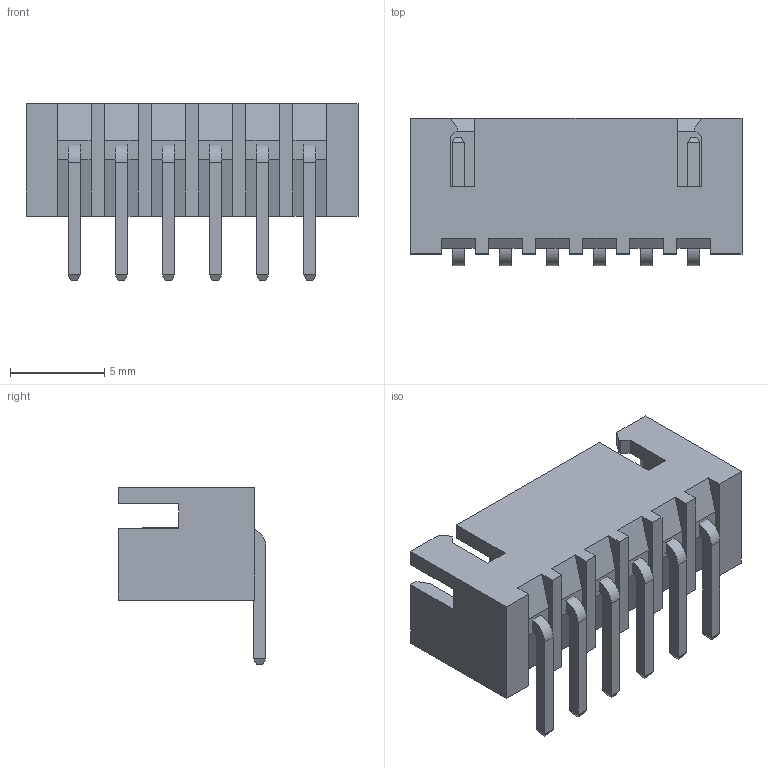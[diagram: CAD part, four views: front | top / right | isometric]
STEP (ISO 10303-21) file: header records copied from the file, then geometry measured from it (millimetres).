
FILE_DESCRIPTION(('STEP AP214'), '1');
FILE_NAME('DS1069-2MRW6XB', '2018-05-08T23:13:46', ('Nobody'), (''), 'ASCON STEP Converter 1.3', 'ASCON Math Kernel', '');
FILE_SCHEMA(('AUTOMOTIVE_DESIGN { 1 0 10303 214 3 1 1}'));
Length unit declared in the file: millimetre
Assembly tree (7 placements, depth 2):
  (unnamed)
    (unnamed)
    (unnamed)  x6
Bounding box: 17.6 x 7.82 x 9.35 mm (x, y, z)
Volume: 390.5 mm3; surface area: 957.9 mm2
Topology: 7 solids, 7 shells, 179 faces, 445 edges, 280 vertices
Faces by surface type: plane 167, cylinder 12
Entity records: 3752 total; most frequent: CARTESIAN_POINT 502, ORIENTED_EDGE 490, DIRECTION 443, EDGE_CURVE 245, LINE 241, VECTOR 241, VERTEX_POINT 160, AXIS2_PLACEMENT_3D 101
